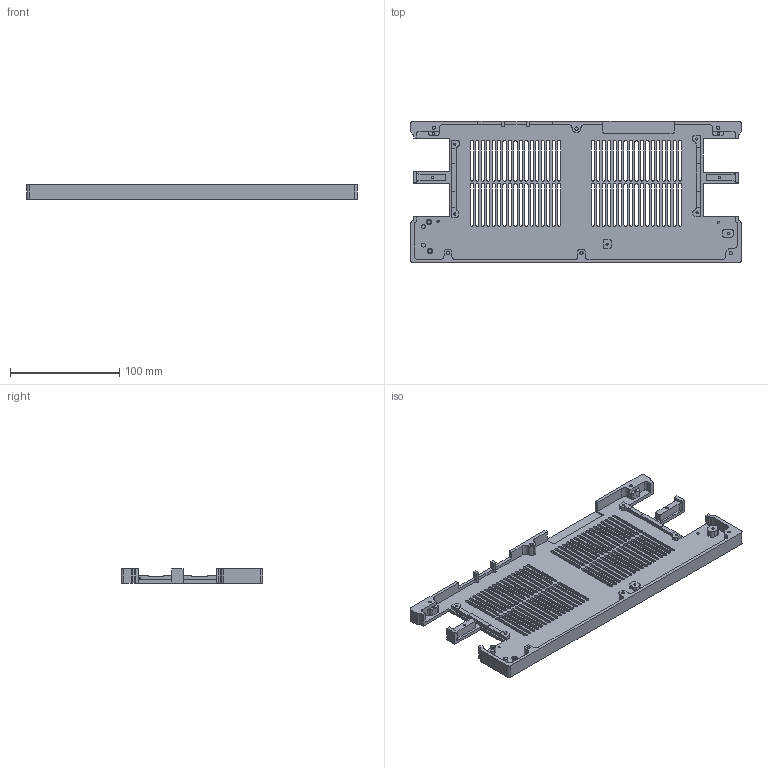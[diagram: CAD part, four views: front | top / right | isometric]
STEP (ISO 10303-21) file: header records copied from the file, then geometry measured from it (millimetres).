
FILE_DESCRIPTION(/* description */ (''),/* implementation_level */ '2;1');
FILE_NAME(/* name */ 'CJ64_Case_Mainboard.step',/* time_stamp */ '2022-06-04T14:56:12-06:00',/* author */ (''),/* organization */ (''),/* preprocessor_version */ 'ST-DEVELOPER v19',/* originating_system */ 'Autodesk Translation Framework v11.7.0.108',/* authorisation */ '');
FILE_SCHEMA (('AUTOMOTIVE_DESIGN { 1 0 10303 214 3 1 1 }'));
Length unit declared in the file: millimetre
Products named in the file (1): CJ64_Final
Bounding box: 303 x 130 x 13 mm (x, y, z)
Volume: 111188.5 mm3; surface area: 90509.9 mm2
Topology: 1 solids, 1 shells, 605 faces, 1737 edges, 1157 vertices
Faces by surface type: cylinder 305, plane 295, cone 5
Full cylindrical faces by diameter (mm): 2 x12, 3 x8, 3.5 x2, 5 x2
Entity records: 20257 total; most frequent: DIRECTION 3554, CARTESIAN_POINT 3495, ORIENTED_EDGE 3464, EDGE_CURVE 1732, AXIS2_PLACEMENT_3D 1216, VERTEX_POINT 1157, LINE 1122, VECTOR 1122
